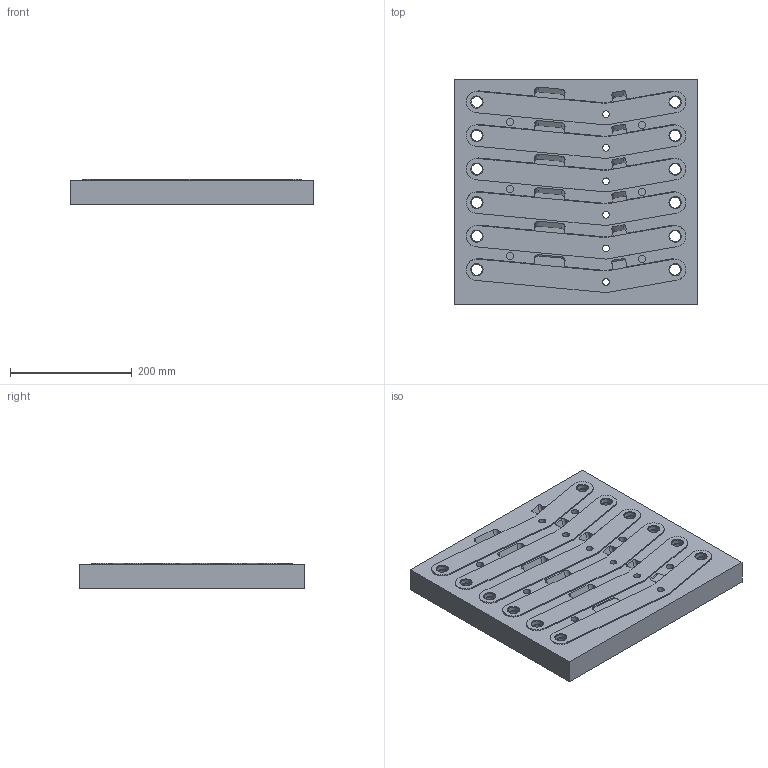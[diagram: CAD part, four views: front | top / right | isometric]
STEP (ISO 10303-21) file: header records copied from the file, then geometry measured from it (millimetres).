
FILE_DESCRIPTION(/* description */ (''),/* implementation_level */ '2;1');
FILE_NAME(/* name */ '200XXXXX.stp',/* time_stamp */ '2019-01-08T19:39:41+08:00',/* author */ (''),/* organization */ (''),/* preprocessor_version */ 'ST-DEVELOPER v14',/* originating_system */ 'SIEMENS PLM Software NX 8.0',/* authorisation */ '');
FILE_SCHEMA (('AUTOMOTIVE_DESIGN { 1 0 10303 214 3 1 1 1 }'));
Length unit declared in the file: millimetre
Products named in the file (1): As812EE8FDD5y8fa
Bounding box: 400 x 370 x 42 mm (x, y, z)
Volume: 5709630.1 mm3; surface area: 1251576.9 mm2
Topology: 27 solids, 27 shells, 566 faces, 1498 edges, 998 vertices
Faces by surface type: cylinder 270, plane 248, cone 48
Full cylindrical faces by diameter (mm): 11 x24, 12 x6, 15 x6, 18 x48, 22 x12
Entity records: 17113 total; most frequent: DIRECTION 3024, CARTESIAN_POINT 2835, ORIENTED_EDGE 2612, EDGE_CURVE 1306, AXIS2_PLACEMENT_3D 1153, VERTEX_POINT 950, EDGE_LOOP 902, LINE 718
